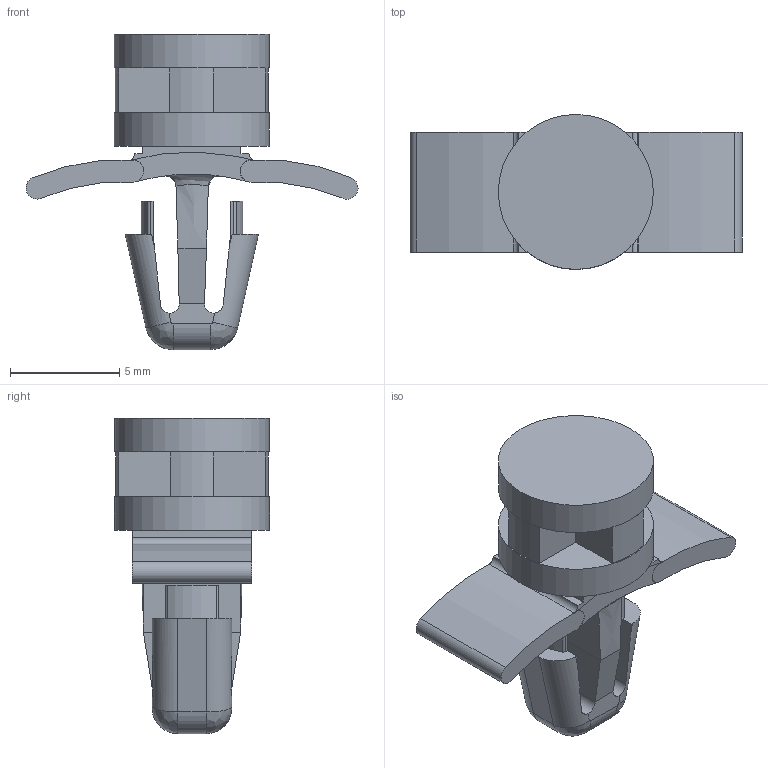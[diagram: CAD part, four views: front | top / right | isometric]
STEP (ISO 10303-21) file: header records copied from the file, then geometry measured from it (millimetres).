
FILE_DESCRIPTION(/* description */ (''),/* implementation_level */ '2;1');
FILE_NAME(/* name */ 'ESSENTRA_PS-4-01(PCB1.6mm).stp',/* time_stamp */ '2017-05-03T11:33:14+02:00',/* author */ ('jchouvet'),/* organization */ (''),/* preprocessor_version */ 'ST-DEVELOPER v16.1',/* originating_system */ 'AutoCAD Mechanical',/* authorisation */ '');
FILE_SCHEMA (('AUTOMOTIVE_DESIGN { 1 0 10303 214 3 1 1 }'));
Length unit declared in the file: millimetre
Products named in the file (1): Product
Bounding box: 15.2 x 7.1 x 14.44 mm (x, y, z)
Volume: 349.7 mm3; surface area: 875.2 mm2
Topology: 12 solids, 12 shells, 112 faces, 264 edges, 176 vertices
Faces by surface type: plane 60, cylinder 43, bspline 9
Full cylindrical faces by diameter (mm): 7.1 x2
Entity records: 3548 total; most frequent: CARTESIAN_POINT 955, ORIENTED_EDGE 524, DIRECTION 520, EDGE_CURVE 262, AXIS2_PLACEMENT_3D 188, VERTEX_POINT 176, LINE 144, VECTOR 144
